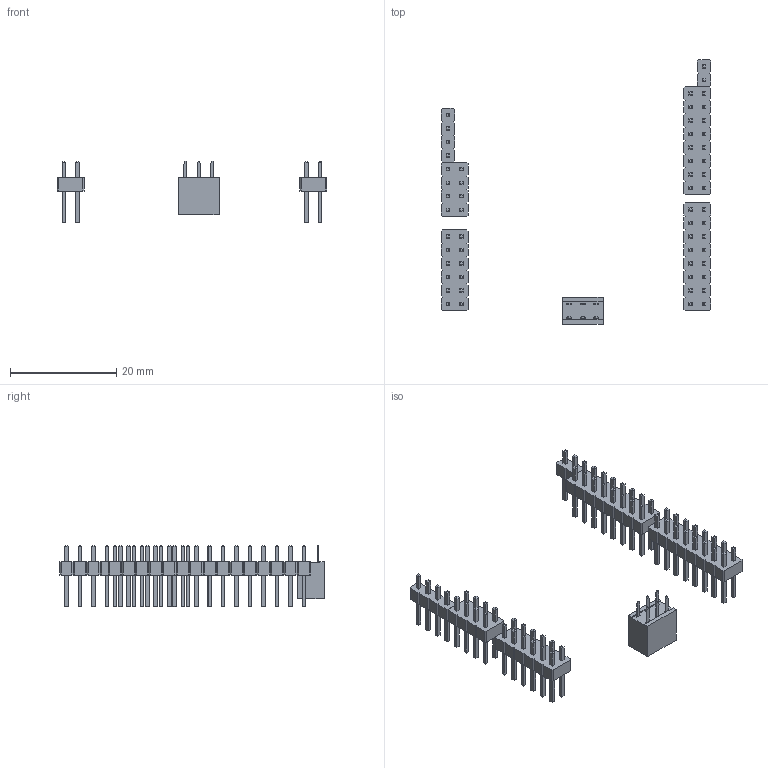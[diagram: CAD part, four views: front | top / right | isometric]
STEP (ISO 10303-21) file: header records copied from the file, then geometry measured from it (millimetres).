
FILE_DESCRIPTION(('FreeCAD Model'),'2;1');
FILE_NAME('Open CASCADE Shape Model','2022-12-12T11:08:50',(''),(''), 'Open CASCADE STEP processor 7.6','FreeCAD','Unknown');
FILE_SCHEMA(('AUTOMOTIVE_DESIGN { 1 0 10303 214 1 1 1 1 }'));
Length unit declared in the file: millimetre
Products named in the file (8): Unnamed; PinSocket_2x03_P254mm_Vertical; PinHeader_1x02_P254mm_Vertical; PinHeader_1x04_P254mm_Vertical; PinHeader_2x04_P254mm_Vertical; PinHeader_2x06_P254mm_Vertical; PinHeader_2x08_P254mm_Vertical; PinHeader_2x08_P254mm_Vertical001
Assembly tree (7 placements, depth 2):
  Unnamed
    PinSocket_2x03_P254mm_Vertical
    PinHeader_1x02_P254mm_Vertical
    PinHeader_1x04_P254mm_Vertical
    PinHeader_2x04_P254mm_Vertical
    PinHeader_2x06_P254mm_Vertical
    PinHeader_2x08_P254mm_Vertical
    PinHeader_2x08_P254mm_Vertical001
Bounding box: 50.79 x 49.82 x 11.64 mm (x, y, z)
Volume: 1405.4 mm3; surface area: 2984.9 mm2
Topology: 7 solids, 7 shells, 1456 faces, 3436 edges, 2128 vertices
Faces by surface type: plane 1456
Entity records: 50648 total; most frequent: CARTESIAN_POINT 7028, ORIENTED_EDGE 6872, DIRECTION 6364, EDGE_CURVE 3436, LINE 3436, VECTOR 3436, VERTEX_POINT 2128, FACE_BOUND 1590
